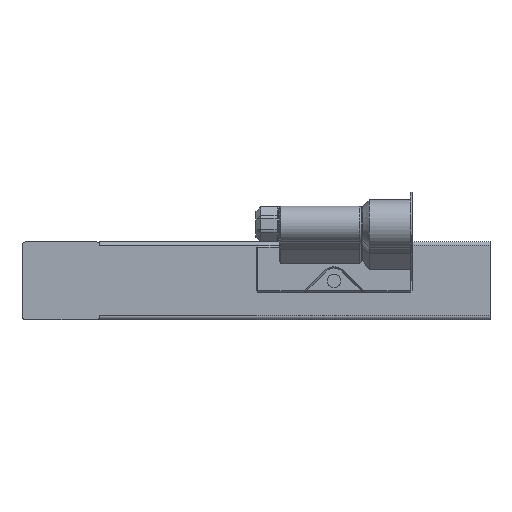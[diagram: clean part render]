
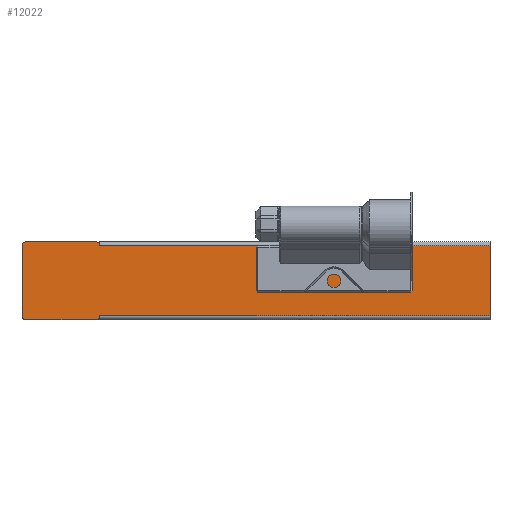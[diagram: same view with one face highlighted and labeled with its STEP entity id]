
A CAD part, left-side view. The second image highlights one B-rep face of the part: STEP entity #12022.
In plain terms, the highlighted planar face has unit normal (-1, 0, 0).
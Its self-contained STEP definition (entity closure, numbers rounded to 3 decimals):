
#250=CIRCLE('',#12834,1.);
#252=CIRCLE('',#12838,1.);
#254=CIRCLE('',#12842,1.);
#256=CIRCLE('',#12845,1.);
#784=FACE_OUTER_BOUND('',#1530,.T.);
#1530=EDGE_LOOP('',(#8016,#8017,#8018,#8019,#8020,#8021,#8022,#8023,#8024,
#8025));
#2308=LINE('',#17699,#3696);
#2313=LINE('',#17713,#3701);
#2317=LINE('',#17725,#3705);
#2326=LINE('',#17765,#3714);
#2332=LINE('',#17777,#3720);
#2333=LINE('',#17779,#3721);
#3696=VECTOR('',#13997,10.);
#3701=VECTOR('',#14010,10.);
#3705=VECTOR('',#14022,10.);
#3714=VECTOR('',#14065,10.);
#3720=VECTOR('',#14081,10.);
#3721=VECTOR('',#14084,10.);
#5084=VERTEX_POINT('',#17697);
#5085=VERTEX_POINT('',#17698);
#5088=VERTEX_POINT('',#17706);
#5090=VERTEX_POINT('',#17712);
#5092=VERTEX_POINT('',#17718);
#5094=VERTEX_POINT('',#17724);
#5096=VERTEX_POINT('',#17730);
#5097=VERTEX_POINT('',#17735);
#5107=VERTEX_POINT('',#17762);
#5108=VERTEX_POINT('',#17764);
#6162=EDGE_CURVE('',#5084,#5085,#2308,.T.);
#6166=EDGE_CURVE('',#5088,#5084,#250,.T.);
#6169=EDGE_CURVE('',#5090,#5088,#2313,.T.);
#6172=EDGE_CURVE('',#5092,#5090,#252,.T.);
#6175=EDGE_CURVE('',#5094,#5092,#2317,.T.);
#6178=EDGE_CURVE('',#5096,#5094,#254,.T.);
#6181=EDGE_CURVE('',#5085,#5097,#256,.T.);
#6195=EDGE_CURVE('',#5107,#5108,#2326,.T.);
#6202=EDGE_CURVE('',#5107,#5097,#2332,.T.);
#6203=EDGE_CURVE('',#5108,#5096,#2333,.T.);
#8016=ORIENTED_EDGE('',*,*,#6202,.T.);
#8017=ORIENTED_EDGE('',*,*,#6181,.F.);
#8018=ORIENTED_EDGE('',*,*,#6162,.F.);
#8019=ORIENTED_EDGE('',*,*,#6166,.F.);
#8020=ORIENTED_EDGE('',*,*,#6169,.F.);
#8021=ORIENTED_EDGE('',*,*,#6172,.F.);
#8022=ORIENTED_EDGE('',*,*,#6175,.F.);
#8023=ORIENTED_EDGE('',*,*,#6178,.F.);
#8024=ORIENTED_EDGE('',*,*,#6203,.F.);
#8025=ORIENTED_EDGE('',*,*,#6195,.F.);
#11520=PLANE('',#12863);
#12022=ADVANCED_FACE('',(#784),#11520,.T.);
#12834=AXIS2_PLACEMENT_3D('',#17707,#14003,#14004);
#12838=AXIS2_PLACEMENT_3D('',#17719,#14015,#14016);
#12842=AXIS2_PLACEMENT_3D('',#17731,#14027,#14028);
#12845=AXIS2_PLACEMENT_3D('',#17736,#14034,#14035);
#12863=AXIS2_PLACEMENT_3D('',#17778,#14082,#14083);
#13997=DIRECTION('',(0.,-1.,0.));
#14003=DIRECTION('center_axis',(1.,0.,0.));
#14004=DIRECTION('ref_axis',(0.,1.,0.));
#14010=DIRECTION('',(0.,0.,1.));
#14015=DIRECTION('center_axis',(1.,0.,0.));
#14016=DIRECTION('ref_axis',(0.,0.,-1.));
#14022=DIRECTION('',(0.,1.,0.));
#14027=DIRECTION('center_axis',(1.,0.,0.));
#14028=DIRECTION('ref_axis',(0.,-1.,0.));
#14034=DIRECTION('center_axis',(1.,0.,0.));
#14035=DIRECTION('ref_axis',(0.,0.,1.));
#14065=DIRECTION('',(0.,0.,-1.));
#14081=DIRECTION('',(0.,1.,0.));
#14082=DIRECTION('center_axis',(-1.,0.,0.));
#14083=DIRECTION('ref_axis',(0.,0.,1.));
#14084=DIRECTION('',(0.,1.,0.));
#17697=CARTESIAN_POINT('',(0.,59.,-4.));
#17698=CARTESIAN_POINT('',(0.,41.,-4.));
#17699=CARTESIAN_POINT('',(0.,59.,-4.));
#17706=CARTESIAN_POINT('',(0.,60.,-5.));
#17707=CARTESIAN_POINT('Origin',(0.,59.,-5.));
#17712=CARTESIAN_POINT('',(0.,60.,-23.));
#17713=CARTESIAN_POINT('',(0.,60.,-23.));
#17718=CARTESIAN_POINT('',(0.,59.,-24.));
#17719=CARTESIAN_POINT('Origin',(0.,59.,-23.));
#17724=CARTESIAN_POINT('',(0.,41.,-24.));
#17725=CARTESIAN_POINT('',(0.,41.,-24.));
#17730=CARTESIAN_POINT('',(0.,40.,-23.));
#17731=CARTESIAN_POINT('Origin',(0.,41.,-23.));
#17735=CARTESIAN_POINT('',(0.,40.,-5.));
#17736=CARTESIAN_POINT('Origin',(0.,41.,-5.));
#17762=CARTESIAN_POINT('',(0.,-60.,-5.));
#17764=CARTESIAN_POINT('',(0.,-60.,-23.));
#17765=CARTESIAN_POINT('',(0.,-60.,-23.));
#17777=CARTESIAN_POINT('',(0.,0.,-5.));
#17778=CARTESIAN_POINT('Origin',(0.,0.,-23.));
#17779=CARTESIAN_POINT('',(0.,0.,-23.));
